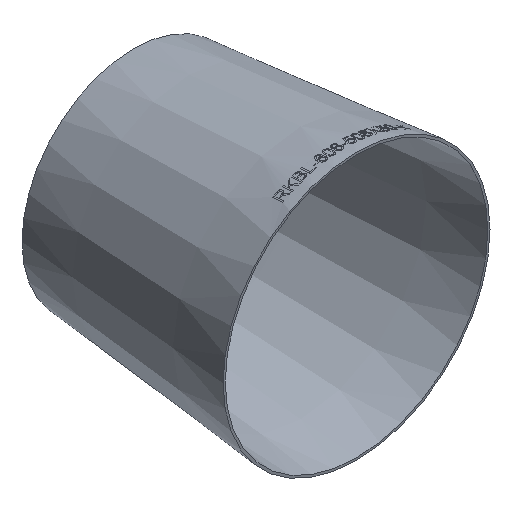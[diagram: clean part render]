
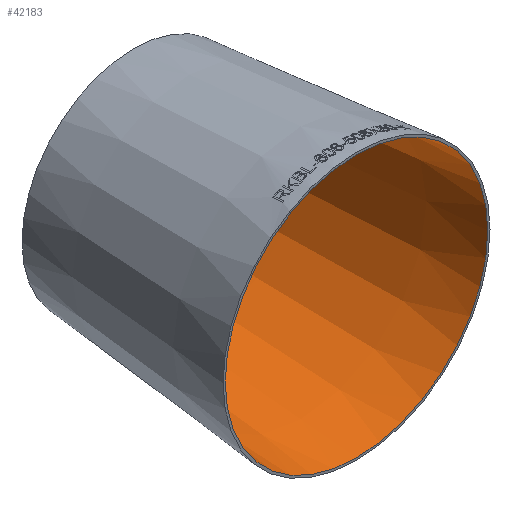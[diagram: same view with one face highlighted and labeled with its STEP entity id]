
A CAD part, isometric view. The second image highlights one B-rep face of the part: STEP entity #42183.
In plain terms, the highlighted conical face has half-angle 5.621 degrees and reference radius 298.976 mm.
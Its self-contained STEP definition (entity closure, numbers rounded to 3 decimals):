
#1281 = AXIS2_PLACEMENT_3D ( 'NONE', #16642, #4395, #4668 ) ;
#1425 = ORIENTED_EDGE ( 'NONE', *, *, #49512, .F. ) ;
#2317 = CIRCLE ( 'NONE', #46732, 248.976 ) ;
#4395 = DIRECTION ( 'NONE',  ( 0., -1., 0. ) ) ;
#4668 = DIRECTION ( 'NONE',  ( 0., 0., -1. ) ) ;
#5512 = DIRECTION ( 'NONE',  ( 0., -1., 0. ) ) ;
#6619 = CONICAL_SURFACE ( 'NONE', #1281, 298.976, 0.098 ) ;
#7274 = CIRCLE ( 'NONE', #49887, 298.976 ) ;
#8225 = VERTEX_POINT ( 'NONE', #49921 ) ;
#12248 = EDGE_CURVE ( 'NONE', #20166, #20166, #7274, .T. ) ;
#16642 = CARTESIAN_POINT ( 'NONE',  ( 0., 0., 0. ) ) ;
#20166 = VERTEX_POINT ( 'NONE', #54127 ) ;
#21894 = FACE_BOUND ( 'NONE', #51968, .T. ) ;
#27284 = ORIENTED_EDGE ( 'NONE', *, *, #12248, .T. ) ;
#30411 = DIRECTION ( 'NONE',  ( 0., 0., -1. ) ) ;
#30521 = FACE_OUTER_BOUND ( 'NONE', #45060, .T. ) ;
#30955 = CARTESIAN_POINT ( 'NONE',  ( 0., 508., 0. ) ) ;
#35407 = DIRECTION ( 'NONE',  ( 0., -1., 0. ) ) ;
#42183 = ADVANCED_FACE ( 'NONE', ( #21894, #30521 ), #6619, .F. ) ;
#43339 = DIRECTION ( 'NONE',  ( 0., 0., -1. ) ) ;
#45060 = EDGE_LOOP ( 'NONE', ( #27284 ) ) ;
#46732 = AXIS2_PLACEMENT_3D ( 'NONE', #30955, #35407, #30411 ) ;
#49512 = EDGE_CURVE ( 'NONE', #8225, #8225, #2317, .T. ) ;
#49887 = AXIS2_PLACEMENT_3D ( 'NONE', #52236, #5512, #43339 ) ;
#49921 = CARTESIAN_POINT ( 'NONE',  ( 0., 508., -248.976 ) ) ;
#51968 = EDGE_LOOP ( 'NONE', ( #1425 ) ) ;
#52236 = CARTESIAN_POINT ( 'NONE',  ( 0., 0., 0. ) ) ;
#54127 = CARTESIAN_POINT ( 'NONE',  ( 0., 0., -298.976 ) ) ;
